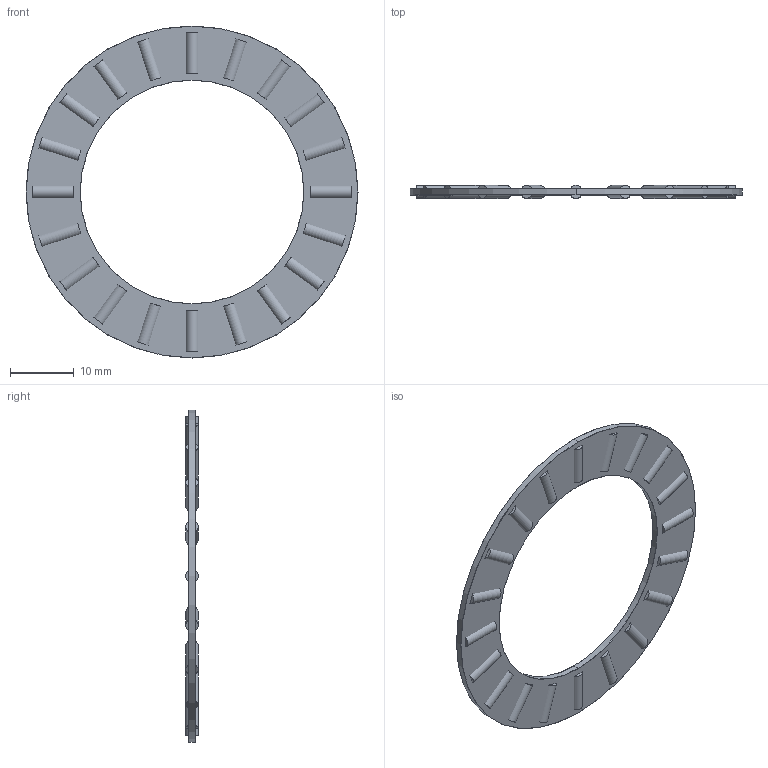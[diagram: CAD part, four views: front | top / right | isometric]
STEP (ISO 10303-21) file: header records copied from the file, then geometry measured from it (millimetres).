
FILE_DESCRIPTION (( 'STEP AP203' ), '1' );
FILE_NAME ('Bearing AXK3552.STEP', '2019-10-20T06:15:23', ( '' ), ( '' ), 'SwSTEP 2.0', 'SolidWorks 2019', '' );
FILE_SCHEMA (( 'CONFIG_CONTROL_DESIGN' ));
Length unit declared in the file: millimetre
Products named in the file (1): Bearing AXK3552
Bounding box: 52 x 2 x 52 mm (x, y, z)
Volume: 1318.2 mm3; surface area: 3420.5 mm2
Topology: 21 solids, 21 shells, 194 faces, 448 edges, 296 vertices
Faces by surface type: cylinder 104, plane 82, torus 8
Entity records: 5713 total; most frequent: DIRECTION 1062, CARTESIAN_POINT 939, ORIENTED_EDGE 896, EDGE_CURVE 448, AXIS2_PLACEMENT_3D 419, VERTEX_POINT 296, EDGE_LOOP 236, LINE 224
